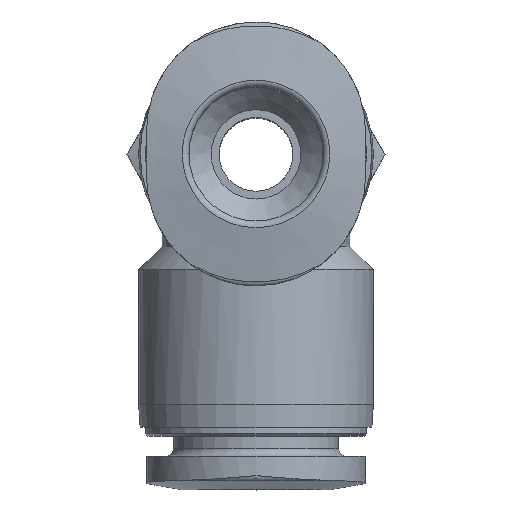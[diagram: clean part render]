
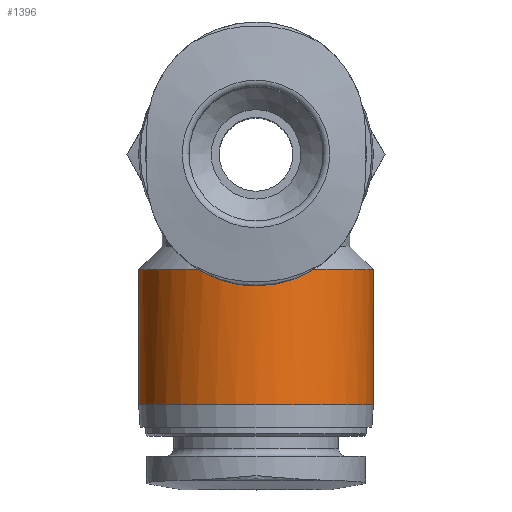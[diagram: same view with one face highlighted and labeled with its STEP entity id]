
A CAD part, top view. The second image highlights one B-rep face of the part: STEP entity #1396.
In plain terms, the highlighted cylindrical face has radius 5.25 mm (diameter 10.5 mm), a full revolution.
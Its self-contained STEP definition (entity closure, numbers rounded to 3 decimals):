
#121=CYLINDRICAL_SURFACE('',#1497,5.25);
#141=CIRCLE('',#1465,5.25);
#156=CIRCLE('',#1498,5.25);
#259=ORIENTED_EDGE('',*,*,#489,.F.);
#260=ORIENTED_EDGE('',*,*,#462,.T.);
#261=ORIENTED_EDGE('',*,*,#479,.T.);
#262=ORIENTED_EDGE('',*,*,#477,.T.);
#462=EDGE_CURVE('',#584,#583,#141,.T.);
#477=EDGE_CURVE('',#596,#584,#674,.T.);
#479=EDGE_CURVE('',#583,#596,#675,.T.);
#489=EDGE_CURVE('',#604,#604,#156,.T.);
#583=VERTEX_POINT('',#1959);
#584=VERTEX_POINT('',#1961);
#596=VERTEX_POINT('',#2007);
#604=VERTEX_POINT('',#2040);
#674=B_SPLINE_CURVE_WITH_KNOTS('',3,(#2003,#2004,#2005,#2006),
 .UNSPECIFIED.,.F.,.F.,(4,4),(0.001,0.001),
 .UNSPECIFIED.);
#675=B_SPLINE_CURVE_WITH_KNOTS('',3,(#2009,#2010,#2011,#2012),
 .UNSPECIFIED.,.F.,.F.,(4,4),(0.,0.001),
 .UNSPECIFIED.);
#728=EDGE_LOOP('',(#259));
#729=EDGE_LOOP('',(#260,#261,#262));
#831=FACE_BOUND('',#728,.T.);
#832=FACE_BOUND('',#729,.T.);
#1396=ADVANCED_FACE('',(#831,#832),#121,.T.);
#1465=AXIS2_PLACEMENT_3D('',#1960,#1610,#1611);
#1497=AXIS2_PLACEMENT_3D('',#2038,#1676,#1677);
#1498=AXIS2_PLACEMENT_3D('',#2039,#1678,#1679);
#1610=DIRECTION('',(0.,-1.,0.));
#1611=DIRECTION('',(0.,0.,-1.));
#1676=DIRECTION('',(0.,-1.,0.));
#1677=DIRECTION('',(0.,0.,-1.));
#1678=DIRECTION('',(0.,-1.,0.));
#1679=DIRECTION('',(0.,0.,-1.));
#1959=CARTESIAN_POINT('',(0.721,-5.15,5.2));
#1960=CARTESIAN_POINT('',(0.,-5.15,0.));
#1961=CARTESIAN_POINT('',(-0.721,-5.15,5.2));
#2003=CARTESIAN_POINT('',(0.,-5.25,5.25));
#2004=CARTESIAN_POINT('',(-0.245,-5.25,5.25));
#2005=CARTESIAN_POINT('',(-0.487,-5.216,5.233));
#2006=CARTESIAN_POINT('',(-0.721,-5.15,5.2));
#2007=CARTESIAN_POINT('',(0.,-5.25,5.25));
#2009=CARTESIAN_POINT('',(0.721,-5.15,5.2));
#2010=CARTESIAN_POINT('',(0.486,-5.216,5.233));
#2011=CARTESIAN_POINT('',(0.246,-5.25,5.25));
#2012=CARTESIAN_POINT('',(0.,-5.25,5.25));
#2038=CARTESIAN_POINT('',(0.,-15.,0.));
#2039=CARTESIAN_POINT('',(0.,-11.2,0.));
#2040=CARTESIAN_POINT('',(0.,-11.2,-5.25));
